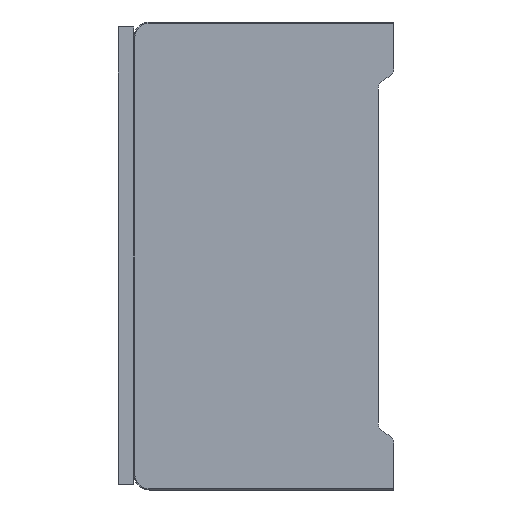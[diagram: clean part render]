
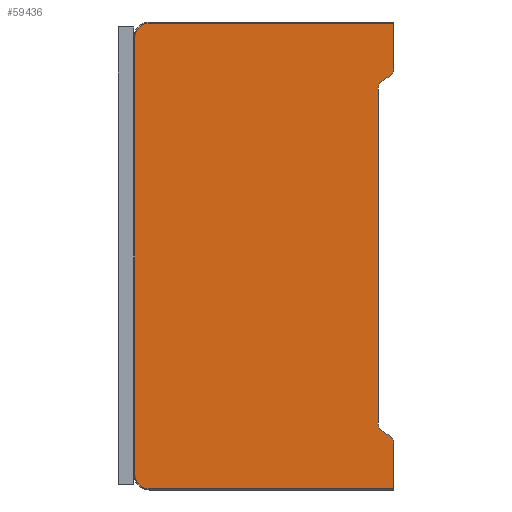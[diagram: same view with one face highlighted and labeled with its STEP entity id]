
A CAD part, left-side view. The second image highlights one B-rep face of the part: STEP entity #59436.
In plain terms, the highlighted planar face has unit normal (-1, 0, 0).
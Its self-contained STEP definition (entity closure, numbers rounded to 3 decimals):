
#2933=DIRECTION('',(0.,0.,1.));
#2934=VECTOR('',#2933,8.8);
#2935=CARTESIAN_POINT('',(0.,0.,-89.8));
#2936=LINE('',#2935,#2934);
#2973=DIRECTION('',(0.,0.,1.));
#2974=VECTOR('',#2973,64.226);
#2975=CARTESIAN_POINT('',(0.,3.,-77.113));
#2976=LINE('',#2975,#2974);
#3062=DIRECTION('',(0.,0.,1.));
#3063=VECTOR('',#3062,8.8);
#3064=CARTESIAN_POINT('',(0.,0.,-9.));
#3065=LINE('',#3064,#3063);
#4169=DIRECTION('',(0.,0.,-1.));
#4170=VECTOR('',#4169,84.);
#4171=CARTESIAN_POINT('',(0.,49.8,
-3.));
#4172=LINE('',#4171,#4170);
#4188=DIRECTION('',(0.,1.,0.));
#4189=VECTOR('',#4188,47.);
#4190=CARTESIAN_POINT('',(0.,0.,-0.2));
#4191=LINE('',#4190,#4189);
#4196=DIRECTION('',(0.,-0.866,-0.5));
#4197=VECTOR('',#4196,1.309);
#4198=CARTESIAN_POINT('',(0.,2.,
-78.845));
#4199=LINE('',#4198,#4197);
#4200=CARTESIAN_POINT('',(0.,1.732,-81.));
#4201=DIRECTION('',(1.,0.,0.));
#4202=DIRECTION('',(0.,-0.5,0.866));
#4203=AXIS2_PLACEMENT_3D('',#4200,#4201,#4202);
#4205=CARTESIAN_POINT('',(0.,47.,-87.));
#4206=DIRECTION('',(1.,0.,0.));
#4207=DIRECTION('',(0.,0.,-1.));
#4208=AXIS2_PLACEMENT_3D('',#4205,#4206,#4207);
#4210=CARTESIAN_POINT('',(0.,47.,-3.));
#4211=DIRECTION('',(1.,0.,0.));
#4212=DIRECTION('',(0.,1.,0.));
#4213=AXIS2_PLACEMENT_3D('',#4210,#4211,#4212);
#4215=CARTESIAN_POINT('',(0.,1.732,-9.));
#4216=DIRECTION('',(1.,0.,0.));
#4217=DIRECTION('',(0.,-1.,0.));
#4218=AXIS2_PLACEMENT_3D('',#4215,#4216,#4217);
#4220=DIRECTION('',(0.,0.866,-0.5));
#4221=VECTOR('',#4220,1.309);
#4222=CARTESIAN_POINT('',(0.,0.866,-10.5));
#4223=LINE('',#4222,#4221);
#4224=CARTESIAN_POINT('',(0.,1.,-12.887));
#4225=DIRECTION('',(-1.,0.,0.));
#4226=DIRECTION('',(0.,0.5,0.866));
#4227=AXIS2_PLACEMENT_3D('',#4224,#4225,#4226);
#4229=CARTESIAN_POINT('',(0.,1.,-77.113));
#4230=DIRECTION('',(-1.,0.,0.));
#4231=DIRECTION('',(0.,1.,0.));
#4232=AXIS2_PLACEMENT_3D('',#4229,#4230,#4231);
#4238=DIRECTION('',(0.,-1.,0.));
#4239=VECTOR('',#4238,47.);
#4240=CARTESIAN_POINT('',(0.,47.,
-89.8));
#4241=LINE('',#4240,#4239);
#46120=CARTESIAN_POINT('',(0.,0.,-81.));
#46122=VERTEX_POINT('',#46120);
#46127=CARTESIAN_POINT('',(0.,0.,-89.8));
#46128=VERTEX_POINT('',#46127);
#46129=CARTESIAN_POINT('',(0.,0.866,-79.5));
#46131=VERTEX_POINT('',#46129);
#46136=CARTESIAN_POINT('',(0.,2.,
-78.845));
#46138=VERTEX_POINT('',#46136);
#46141=CARTESIAN_POINT('',(0.,3.,-77.113));
#46143=VERTEX_POINT('',#46141);
#46148=CARTESIAN_POINT('',(0.,3.,-12.887));
#46150=VERTEX_POINT('',#46148);
#46169=CARTESIAN_POINT('',(0.,2.,
-11.155));
#46171=VERTEX_POINT('',#46169);
#46176=CARTESIAN_POINT('',(0.,0.866,-10.5));
#46178=VERTEX_POINT('',#46176);
#46181=CARTESIAN_POINT('',(0.,0.,-9.));
#46183=VERTEX_POINT('',#46181);
#46193=CARTESIAN_POINT('',(0.,0.,-0.2));
#46194=VERTEX_POINT('',#46193);
#55002=CARTESIAN_POINT('',(0.,47.,-0.2));
#55003=VERTEX_POINT('',#55002);
#55004=CARTESIAN_POINT('',(0.,49.8,
-3.));
#55005=VERTEX_POINT('',#55004);
#55006=CARTESIAN_POINT('',(0.,47.,
-89.8));
#55007=VERTEX_POINT('',#55006);
#55008=CARTESIAN_POINT('',(0.,49.8,
-87.));
#55009=VERTEX_POINT('',#55008);
#59414=CARTESIAN_POINT('',(0.,24.9,-45.));
#59415=DIRECTION('',(1.,0.,0.));
#59416=DIRECTION('',(0.,0.,1.));
#59417=AXIS2_PLACEMENT_3D('',#59414,#59415,#59416);
#59418=PLANE('',#59417);
#59419=ORIENTED_EDGE('',*,*,#58137,.T.);
#59420=ORIENTED_EDGE('',*,*,#58119,.T.);
#59421=ORIENTED_EDGE('',*,*,#58101,.F.);
#59423=ORIENTED_EDGE('',*,*,#59422,.F.);
#59424=ORIENTED_EDGE('',*,*,#59366,.T.);
#59425=ORIENTED_EDGE('',*,*,#59381,.F.);
#59426=ORIENTED_EDGE('',*,*,#59395,.T.);
#59427=ORIENTED_EDGE('',*,*,#59407,.F.);
#59428=ORIENTED_EDGE('',*,*,#58269,.F.);
#59429=ORIENTED_EDGE('',*,*,#58251,.T.);
#59430=ORIENTED_EDGE('',*,*,#58233,.T.);
#59431=ORIENTED_EDGE('',*,*,#58215,.T.);
#59432=ORIENTED_EDGE('',*,*,#58173,.F.);
#59433=ORIENTED_EDGE('',*,*,#58155,.T.);
#59434=EDGE_LOOP('',(#59419,#59420,#59421,#59423,#59424,#59425,#59426,#59427,
#59428,#59429,#59430,#59431,#59432,#59433));
#59435=FACE_OUTER_BOUND('',#59434,.F.);
#4204=CIRCLE('',#4203,1.732);
#4209=CIRCLE('',#4208,2.8);
#4214=CIRCLE('',#4213,2.8);
#4219=CIRCLE('',#4218,1.732);
#4228=CIRCLE('',#4227,2.);
#4233=CIRCLE('',#4232,2.);
#58101=EDGE_CURVE('',#46128,#46122,#2936,.T.);
#58119=EDGE_CURVE('',#46131,#46122,#4204,.T.);
#58137=EDGE_CURVE('',#46138,#46131,#4199,.T.);
#58155=EDGE_CURVE('',#46143,#46138,#4233,.T.);
#58173=EDGE_CURVE('',#46143,#46150,#2976,.T.);
#58215=EDGE_CURVE('',#46171,#46150,#4228,.T.);
#58233=EDGE_CURVE('',#46178,#46171,#4223,.T.);
#58251=EDGE_CURVE('',#46183,#46178,#4219,.T.);
#58269=EDGE_CURVE('',#46183,#46194,#3065,.T.);
#59366=EDGE_CURVE('',#55007,#55009,#4209,.T.);
#59381=EDGE_CURVE('',#55005,#55009,#4172,.T.);
#59395=EDGE_CURVE('',#55005,#55003,#4214,.T.);
#59407=EDGE_CURVE('',#46194,#55003,#4191,.T.);
#59422=EDGE_CURVE('',#55007,#46128,#4241,.T.);
#59436=ADVANCED_FACE('',(#59435),#59418,.F.);
